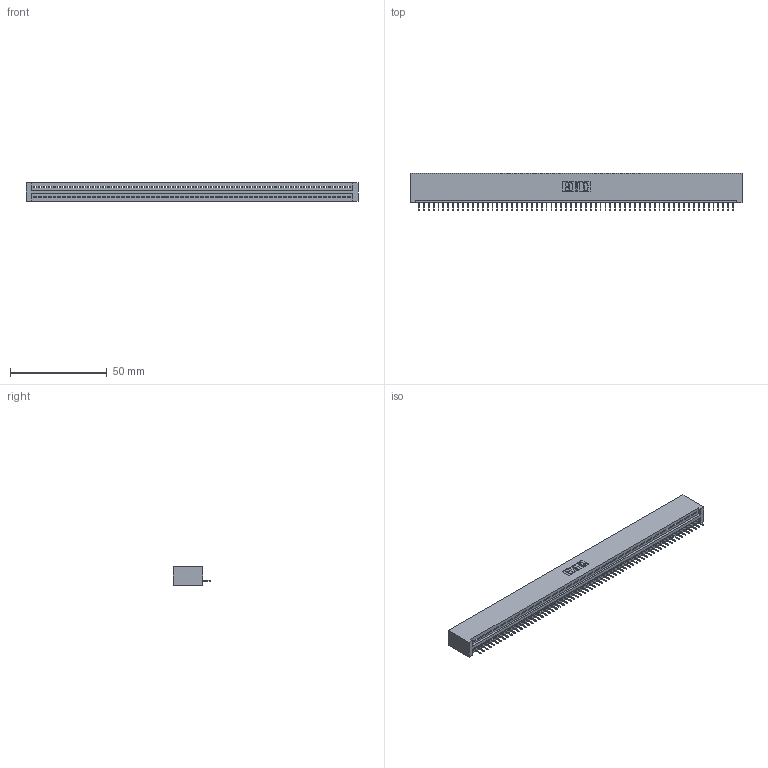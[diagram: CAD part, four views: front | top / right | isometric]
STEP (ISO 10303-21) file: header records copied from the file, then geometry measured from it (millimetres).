
FILE_DESCRIPTION (( 'STEP AP203' ), '1' );
FILE_NAME ('345-065-524-101.STEP', '2018-09-28T13:21:03', ( '' ), ( '' ), 'SwSTEP 2.0', 'SolidWorks 2016', '' );
FILE_SCHEMA (( 'CONFIG_CONTROL_DESIGN' ));
Length unit declared in the file: inch
Products named in the file (3): 345-292-001_345-293-124; 345-065-524-101; 345 Part_No Mounting Lugs
Assembly tree (66 placements, depth 2):
  345-065-524-101
    345 Part_No Mounting Lugs
    345-292-001_345-293-124  x65
Bounding box: 171.7 x 19.35 x 9.4 mm (x, y, z)
Volume: 16824.6 mm3; surface area: 22040.1 mm2
Topology: 66 solids, 66 shells, 4148 faces, 12017 edges, 7750 vertices
Faces by surface type: plane 3066, cylinder 1082
Entity records: 45621 total; most frequent: CARTESIAN_POINT 7907, ORIENTED_EDGE 7906, DIRECTION 6867, EDGE_CURVE 3953, VECTOR 3573, LINE 3573, VERTEX_POINT 2630, AXIS2_PLACEMENT_3D 1647
